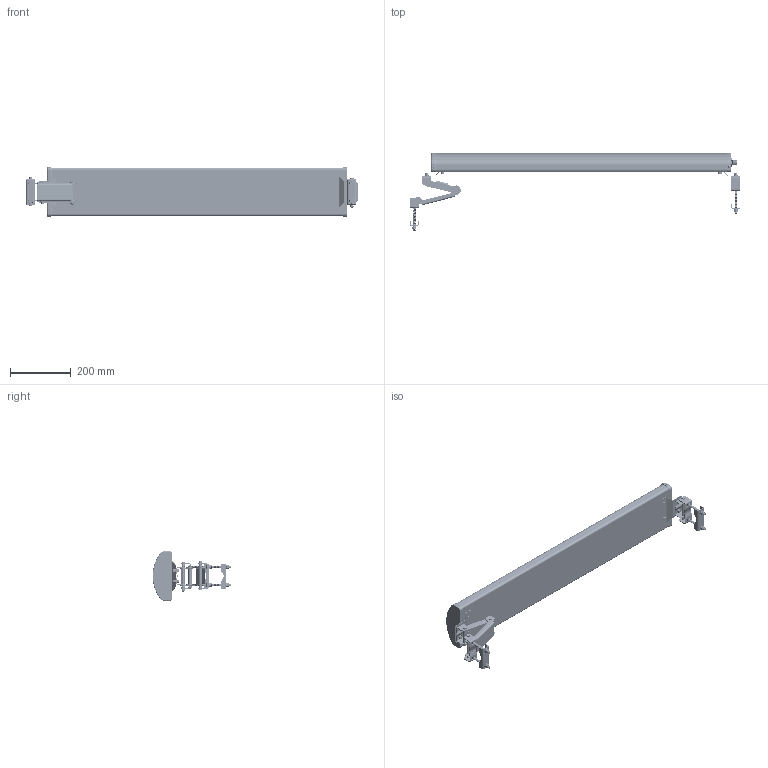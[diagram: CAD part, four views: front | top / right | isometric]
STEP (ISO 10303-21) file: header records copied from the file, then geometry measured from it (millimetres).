
FILE_DESCRIPTION (( 'STEP AP214' ), '1' );
FILE_NAME ('HG2417P-090.STEP', '2011-06-02T14:11:19', ( 'x' ), ( 'Microsoft' ), 'SwSTEP 2.0', 'SolidWorks 2010', '' );
FILE_SCHEMA (( 'AUTOMOTIVE_DESIGN' ));
Length unit declared in the file: inch
Products named in the file (7): HG2417P-090_ANTENNA; HG2417P-090_Bracket-1; HG2417P-090_bracket; HG2417P-090_Bracket-2; HG2417P-090_Bracket-3; HG2417P-090_Bracket-4; HG2417P-090
Assembly tree (9 placements, depth 2):
  HG2417P-090
    HG2417P-090_Bracket-2
    HG2417P-090_Bracket-4  x2
    HG2417P-090_Bracket-3  x2
    HG2417P-090_Bracket-1
    HG2417P-090_ANTENNA
    HG2417P-090_bracket  x2
Bounding box: 1091.56 x 259.2 x 167.07 mm (x, y, z)
Volume: 8113401.6 mm3; surface area: 573607.8 mm2
Topology: 11 solids, 11 shells, 5317 faces, 11334 edges, 6153 vertices
Faces by surface type: cone 4062, plane 693, cylinder 387, torus 175
Entity records: 116570 total; most frequent: CARTESIAN_POINT 17731, DIRECTION 17350, ORIENTED_EDGE 14640, EDGE_CURVE 7320, AXIS2_PLACEMENT_3D 6834, VERTEX_POINT 3987, LINE 3682, VECTOR 3682
